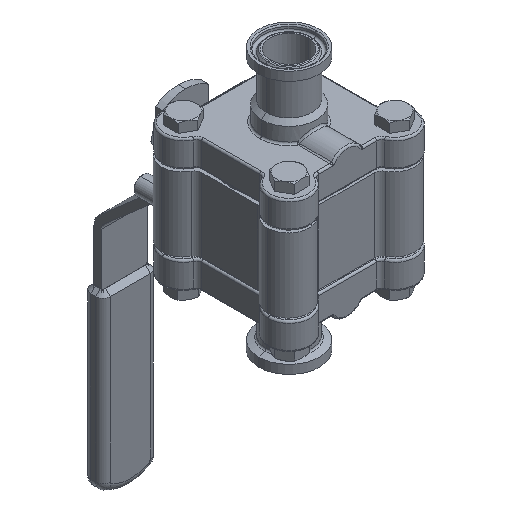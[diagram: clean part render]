
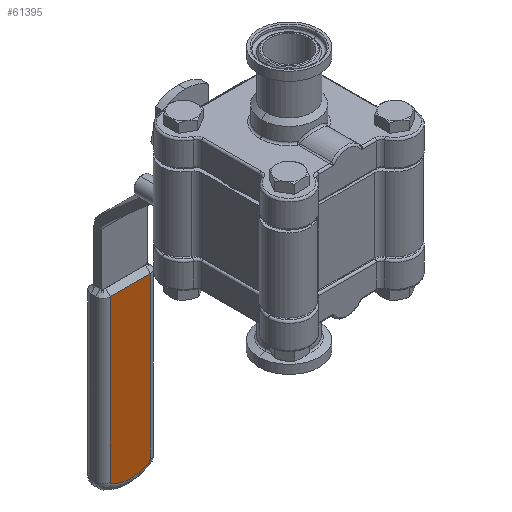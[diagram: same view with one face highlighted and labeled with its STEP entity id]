
A CAD part, isometric view. The second image highlights one B-rep face of the part: STEP entity #61395.
In plain terms, the highlighted planar face has unit normal (0, -1, 0).
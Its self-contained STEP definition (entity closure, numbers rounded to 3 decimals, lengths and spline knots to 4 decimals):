
#605 = VERTEX_POINT ( 'NONE', #40377 ) ;
#2847 = CARTESIAN_POINT ( 'NONE',  ( -0.3253, 2.5663, -2.4336 ) ) ;
#3631 = LINE ( 'NONE', #21207, #45917 ) ;
#3711 = LINE ( 'NONE', #11448, #10640 ) ;
#4389 = ORIENTED_EDGE ( 'NONE', *, *, #25338, .T. ) ;
#5779 = AXIS2_PLACEMENT_3D ( 'NONE', #37146, #46411, #56920 ) ;
#8397 = CARTESIAN_POINT ( 'NONE',  ( 0.2856, 2.5663, -5.1266 ) ) ;
#10640 = VECTOR ( 'NONE', #55473, 39.3701 ) ;
#11448 = CARTESIAN_POINT ( 'NONE',  ( 0.445, 2.5663, -2.5123 ) ) ;
#16501 = EDGE_CURVE ( 'NONE', #36888, #605, #27640, .T. ) ;
#19054 = CARTESIAN_POINT ( 'NONE',  ( 0.3253, 2.5663, -2.5123 ) ) ;
#21207 = CARTESIAN_POINT ( 'NONE',  ( 0.3253, 2.5663, -2.4336 ) ) ;
#22092 = DIRECTION ( 'NONE',  ( 0., 1., 0. ) ) ;
#22173 = AXIS2_PLACEMENT_3D ( 'NONE', #32609, #22092, #56237 ) ;
#22980 = DIRECTION ( 'NONE',  ( 0., -1., 0. ) ) ;
#23084 = DIRECTION ( 'NONE',  ( 0., -1., 0. ) ) ;
#23971 = LINE ( 'NONE', #2847, #29328 ) ;
#24272 = VERTEX_POINT ( 'NONE', #32838 ) ;
#25338 = EDGE_CURVE ( 'NONE', #45015, #24272, #23971, .T. ) ;
#26134 = DIRECTION ( 'NONE',  ( 0., 0., 1. ) ) ;
#26279 = CIRCLE ( 'NONE', #54228, 0.0398 ) ;
#27640 = CIRCLE ( 'NONE', #34986, 0.0398 ) ;
#29328 = VECTOR ( 'NONE', #42121, 39.3701 ) ;
#30413 = EDGE_LOOP ( 'NONE', ( #59205, #30483, #4389, #44645, #37137, #42899 ) ) ;
#30483 = ORIENTED_EDGE ( 'NONE', *, *, #53981, .T. ) ;
#32609 = CARTESIAN_POINT ( 'NONE',  ( 0.445, 2.5663, -2.4336 ) ) ;
#32838 = CARTESIAN_POINT ( 'NONE',  ( -0.3253, 2.5663, -5.1266 ) ) ;
#32981 = CARTESIAN_POINT ( 'NONE',  ( -0.2856, 2.5663, -5.1266 ) ) ;
#34986 = AXIS2_PLACEMENT_3D ( 'NONE', #8397, #22980, #57738 ) ;
#36888 = VERTEX_POINT ( 'NONE', #37973 ) ;
#37137 = ORIENTED_EDGE ( 'NONE', *, *, #42361, .T. ) ;
#37146 = CARTESIAN_POINT ( 'NONE',  ( 0., 2.5663, -4.61 ) ) ;
#37973 = CARTESIAN_POINT ( 'NONE',  ( 0.3048, 2.5663, -5.1614 ) ) ;
#38668 = CARTESIAN_POINT ( 'NONE',  ( -0.3253, 2.5663, -2.5123 ) ) ;
#40377 = CARTESIAN_POINT ( 'NONE',  ( 0.3253, 2.5663, -5.1266 ) ) ;
#42121 = DIRECTION ( 'NONE',  ( 0., 0., -1. ) ) ;
#42208 = DIRECTION ( 'NONE',  ( 1., 0., 0. ) ) ;
#42361 = EDGE_CURVE ( 'NONE', #58988, #36888, #48050, .T. ) ;
#42899 = ORIENTED_EDGE ( 'NONE', *, *, #16501, .T. ) ;
#43395 = CARTESIAN_POINT ( 'NONE',  ( -0.3048, 2.5663, -5.1614 ) ) ;
#44645 = ORIENTED_EDGE ( 'NONE', *, *, #57153, .T. ) ;
#45015 = VERTEX_POINT ( 'NONE', #38668 ) ;
#45917 = VECTOR ( 'NONE', #26134, 39.3701 ) ;
#46411 = DIRECTION ( 'NONE',  ( 0., -1., 0. ) ) ;
#46800 = PLANE ( 'NONE',  #22173 ) ;
#48050 = CIRCLE ( 'NONE', #5779, 0.6301 ) ;
#50376 = VERTEX_POINT ( 'NONE', #19054 ) ;
#50596 = FACE_OUTER_BOUND ( 'NONE', #30413, .T. ) ;
#53981 = EDGE_CURVE ( 'NONE', #50376, #45015, #3711, .T. ) ;
#54228 = AXIS2_PLACEMENT_3D ( 'NONE', #32981, #23084, #42208 ) ;
#55473 = DIRECTION ( 'NONE',  ( -1., 0., 0. ) ) ;
#56237 = DIRECTION ( 'NONE',  ( 1., 0., 0. ) ) ;
#56920 = DIRECTION ( 'NONE',  ( 1., 0., 0. ) ) ;
#57153 = EDGE_CURVE ( 'NONE', #24272, #58988, #26279, .T. ) ;
#57738 = DIRECTION ( 'NONE',  ( 1., 0., 0. ) ) ;
#58988 = VERTEX_POINT ( 'NONE', #43395 ) ;
#59205 = ORIENTED_EDGE ( 'NONE', *, *, #63144, .T. ) ;
#61395 = ADVANCED_FACE ( 'NONE', ( #50596 ), #46800, .F. ) ;
#63144 = EDGE_CURVE ( 'NONE', #605, #50376, #3631, .T. ) ;
